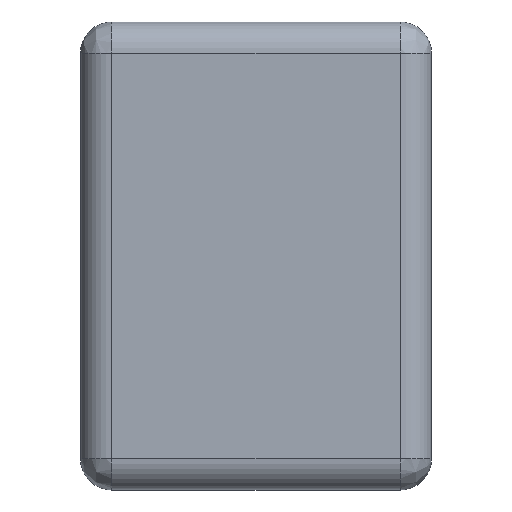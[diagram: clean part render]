
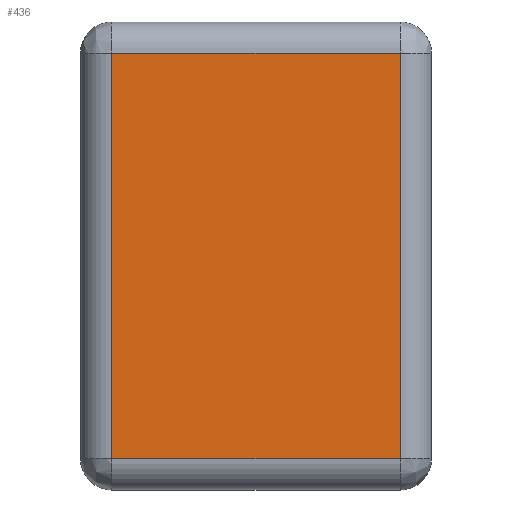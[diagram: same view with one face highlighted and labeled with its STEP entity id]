
A CAD part, top view. The second image highlights one B-rep face of the part: STEP entity #436.
In plain terms, the highlighted planar face has unit normal (0, 0, 1).
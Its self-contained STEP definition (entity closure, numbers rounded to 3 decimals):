
#7 = EDGE_CURVE ( 'NONE', #188, #243, #587, .T. ) ;
#29 = CARTESIAN_POINT ( 'NONE',  ( -13., -13., 3. ) ) ;
#46 = VERTEX_POINT ( 'NONE', #427 ) ;
#92 = VECTOR ( 'NONE', #507, 1000. ) ;
#102 = EDGE_LOOP ( 'NONE', ( #331, #345, #632, #157 ) ) ;
#140 = DIRECTION ( 'NONE',  ( 0., 1., 0. ) ) ;
#157 = ORIENTED_EDGE ( 'NONE', *, *, #7, .F. ) ;
#160 = CARTESIAN_POINT ( 'NONE',  ( -13., 13., 3. ) ) ;
#175 = CARTESIAN_POINT ( 'NONE',  ( 14.788, 13., 3. ) ) ;
#188 = VERTEX_POINT ( 'NONE', #160 ) ;
#220 = LINE ( 'NONE', #621, #404 ) ;
#236 = PLANE ( 'NONE',  #286 ) ;
#239 = CARTESIAN_POINT ( 'NONE',  ( -22.288, -13., 3. ) ) ;
#243 = VERTEX_POINT ( 'NONE', #596 ) ;
#249 = DIRECTION ( 'NONE',  ( 1., 0., 0. ) ) ;
#260 = LINE ( 'NONE', #239, #633 ) ;
#285 = DIRECTION ( 'NONE',  ( 1., 0., 0. ) ) ;
#286 = AXIS2_PLACEMENT_3D ( 'NONE', #435, #350, #249 ) ;
#331 = ORIENTED_EDGE ( 'NONE', *, *, #431, .F. ) ;
#345 = ORIENTED_EDGE ( 'NONE', *, *, #400, .F. ) ;
#350 = DIRECTION ( 'NONE',  ( 0., 0., 1. ) ) ;
#400 = EDGE_CURVE ( 'NONE', #46, #422, #260, .T. ) ;
#404 = VECTOR ( 'NONE', #140, 1000. ) ;
#422 = VERTEX_POINT ( 'NONE', #29 ) ;
#427 = CARTESIAN_POINT ( 'NONE',  ( 5.5, -13., 3. ) ) ;
#431 = EDGE_CURVE ( 'NONE', #422, #188, #220, .T. ) ;
#435 = CARTESIAN_POINT ( 'NONE',  ( 0., 0., 3. ) ) ;
#436 = ADVANCED_FACE ( 'NONE', ( #541 ), #236, .T. ) ;
#496 = LINE ( 'NONE', #612, #92 ) ;
#507 = DIRECTION ( 'NONE',  ( 0., -1., 0. ) ) ;
#541 = FACE_OUTER_BOUND ( 'NONE', #102, .T. ) ;
#560 = VECTOR ( 'NONE', #285, 1000. ) ;
#587 = LINE ( 'NONE', #175, #560 ) ;
#596 = CARTESIAN_POINT ( 'NONE',  ( 5.5, 13., 3. ) ) ;
#612 = CARTESIAN_POINT ( 'NONE',  ( 5.5, -26.053, 3. ) ) ;
#614 = EDGE_CURVE ( 'NONE', #243, #46, #496, .T. ) ;
#617 = DIRECTION ( 'NONE',  ( -1., 0., 0. ) ) ;
#621 = CARTESIAN_POINT ( 'NONE',  ( -13., 26.053, 3. ) ) ;
#632 = ORIENTED_EDGE ( 'NONE', *, *, #614, .F. ) ;
#633 = VECTOR ( 'NONE', #617, 1000. ) ;
